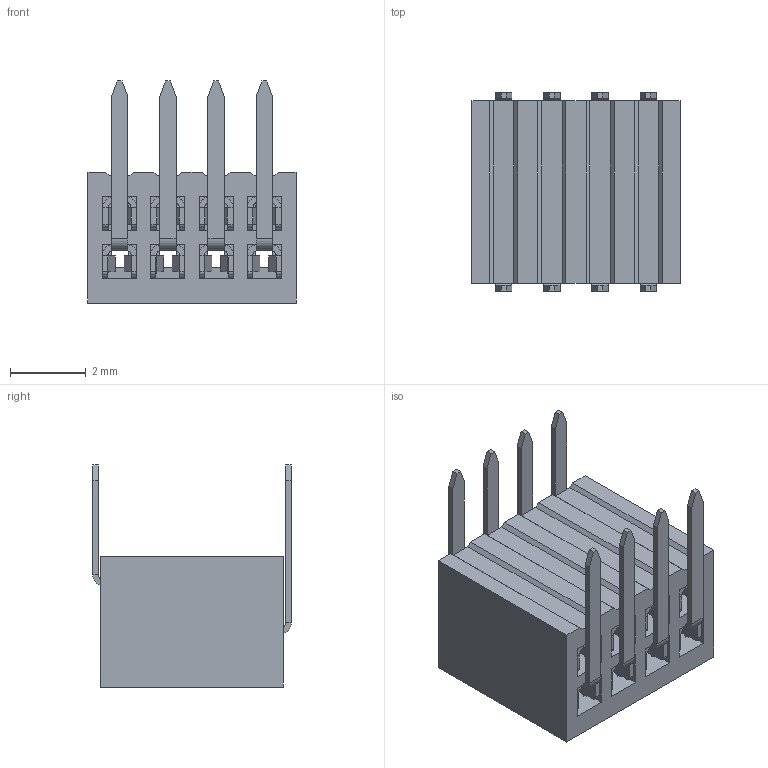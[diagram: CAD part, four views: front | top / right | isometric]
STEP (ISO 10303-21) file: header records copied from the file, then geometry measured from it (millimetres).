
FILE_DESCRIPTION(('STEP AP242'),'1');
FILE_NAME('m50-3200445.stp','2024-09-23T15:29:06',('TraceParts'),('TraceParts S.A.'),'Spatial InterOp 3D',' ',' ');
FILE_SCHEMA(('AP242_MANAGED_MODEL_BASED_3D_ENGINEERING_MIM_LF {1 0 10303 442 1 1 4}'));
Length unit declared in the file: millimetre
Products named in the file (1): m50-3200445_1
Bounding box: 5.48 x 5.23 x 5.85 mm (x, y, z)
Volume: 70.1 mm3; surface area: 421.2 mm2
Topology: 9 solids, 9 shells, 974 faces, 2468 edges, 1520 vertices
Faces by surface type: plane 694, cylinder 280
Entity records: 29612 total; most frequent: CARTESIAN_POINT 5779, DIRECTION 4994, ORIENTED_EDGE 4936, EDGE_CURVE 2468, LINE 1764, VECTOR 1764, AXIS2_PLACEMENT_3D 1615, VERTEX_POINT 1520
